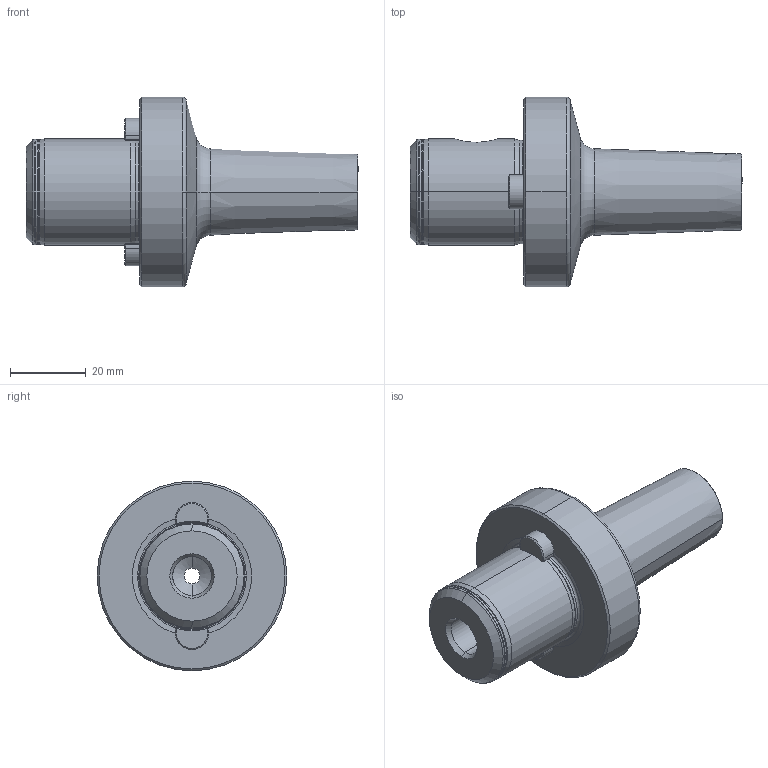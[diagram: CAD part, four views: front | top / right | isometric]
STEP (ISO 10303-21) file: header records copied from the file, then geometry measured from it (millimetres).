
FILE_DESCRIPTION (( 'STEP AP203' ), '1' );
FILE_NAME ('ST5-ST1.K01.057.STEP', '2017-11-06T14:54:17', ( 'SWIAdmin' ), ( 'Hewlett-Packard Company' ), 'SwSTEP 2.0', 'SolidWorks 2017', '' );
FILE_SCHEMA (( 'CONFIG_CONTROL_DESIGN' ));
Length unit declared in the file: millimetre
Products named in the file (4): ST5-ST1.K01.057_B; ST1-ER1.001.005_A; ST5-ER2.001.010_A; ST5-ST1.K01.057
Assembly tree (4 placements, depth 2):
  ST5-ST1.K01.057
    ST5-ST1.K01.057_B
    ST1-ER1.001.005_A
    ST5-ER2.001.010_A  x2
Bounding box: 87.5 x 50 x 50 mm (x, y, z)
Volume: 55892.1 mm3; surface area: 14008.2 mm2
Topology: 4 solids, 4 shells, 172 faces, 389 edges, 222 vertices
Faces by surface type: cone 64, cylinder 47, plane 32, torus 27, bspline 2
Entity records: 5133 total; most frequent: CARTESIAN_POINT 1290, DIRECTION 781, ORIENTED_EDGE 678, EDGE_CURVE 339, AXIS2_PLACEMENT_3D 325, VERTEX_POINT 196, CIRCLE 169, EDGE_LOOP 159
